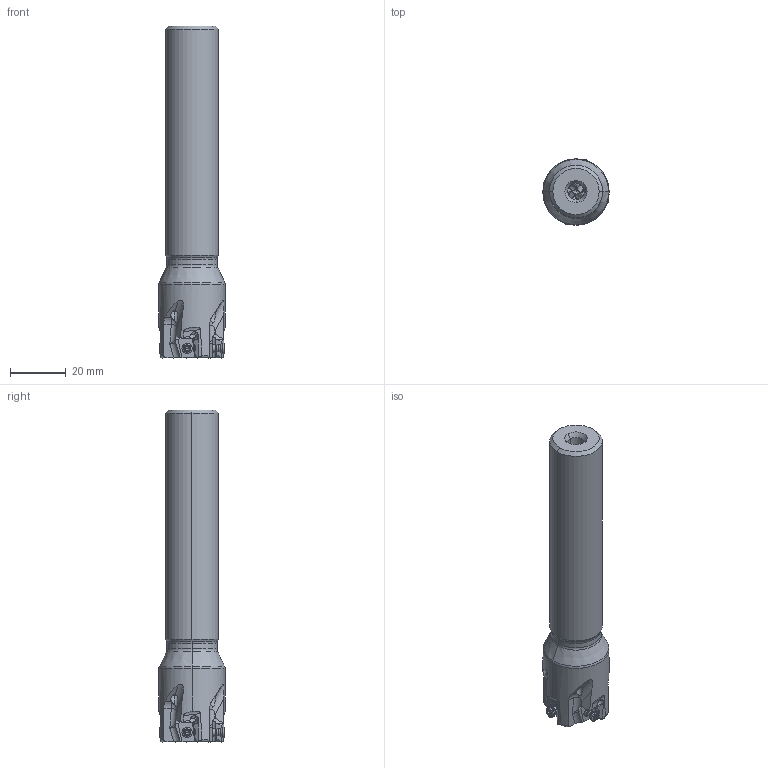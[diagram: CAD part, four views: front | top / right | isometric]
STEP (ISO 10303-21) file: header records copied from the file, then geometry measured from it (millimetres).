
FILE_DESCRIPTION(/* description */ (''),/* implementation_level */ '2;1');
FILE_NAME(/* name */ 'VPX200UR1604SA12S.stp',/* time_stamp */ '2021-09-08T11:38:41+09:00',/* author */ (''),/* organization */ (''),/* preprocessor_version */ 'ST-DEVELOPER v16',/* originating_system */ 'SIEMENS PLM Software NX 10.0',/* authorisation */ '');
FILE_SCHEMA (('AUTOMOTIVE_DESIGN { 1 0 10303 214 3 1 1 1 }'));
Length unit declared in the file: millimetre
Products named in the file (1): VPX200UR1604SA12S_ASM_ASM
Bounding box: 23.8 x 23.8 x 119.45 mm (x, y, z)
Volume: 33934.2 mm3; surface area: 11426.3 mm2
Topology: 5 solids, 5 shells, 423 faces, 1157 edges, 738 vertices
Faces by surface type: cylinder 182, plane 107, cone 64, torus 34, extrusion 16, bspline 12, sphere 8
Entity records: 18808 total; most frequent: CARTESIAN_POINT 8284, ORIENTED_EDGE 2258, DIRECTION 2086, EDGE_CURVE 1129, AXIS2_PLACEMENT_3D 830, VERTEX_POINT 731, EDGE_LOOP 446, VECTOR 426
